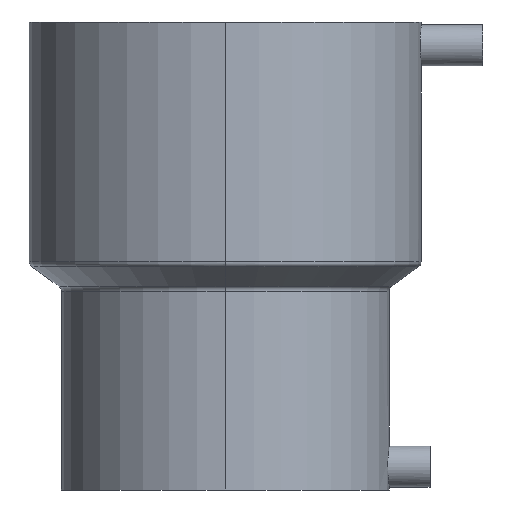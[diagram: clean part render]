
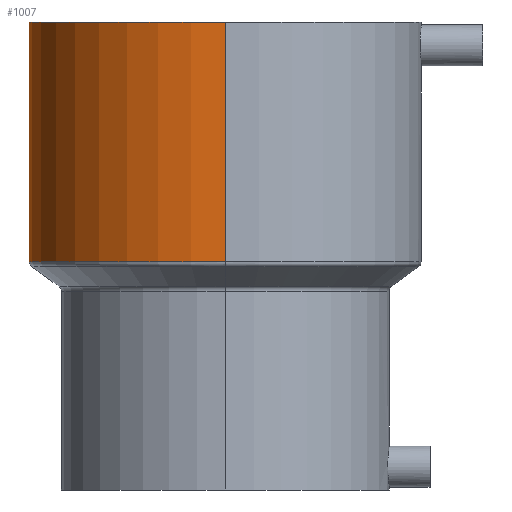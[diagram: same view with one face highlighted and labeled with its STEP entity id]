
A CAD part, left-side view. The second image highlights one B-rep face of the part: STEP entity #1007.
In plain terms, the highlighted cylindrical face has radius 67 mm (diameter 134 mm), a partial arc.
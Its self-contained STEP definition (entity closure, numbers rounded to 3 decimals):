
#30 = CYLINDRICAL_SURFACE ( 'NONE', #554, 67. ) ;
#83 = DIRECTION ( 'NONE',  ( -1., 0., 0. ) ) ;
#129 = AXIS2_PLACEMENT_3D ( 'NONE', #784, #283, #83 ) ;
#146 = VECTOR ( 'NONE', #950, 1000. ) ;
#150 = ORIENTED_EDGE ( 'NONE', *, *, #727, .T. ) ;
#169 = VERTEX_POINT ( 'NONE', #542 ) ;
#283 = DIRECTION ( 'NONE',  ( 0., 0., -1. ) ) ;
#330 = CARTESIAN_POINT ( 'NONE',  ( 67., 0., 86.636 ) ) ;
#351 = DIRECTION ( 'NONE',  ( 0., 0., -1. ) ) ;
#413 = EDGE_CURVE ( 'NONE', #427, #1173, #1252, .T. ) ;
#427 = VERTEX_POINT ( 'NONE', #1197 ) ;
#462 = ORIENTED_EDGE ( 'NONE', *, *, #909, .T. ) ;
#476 = AXIS2_PLACEMENT_3D ( 'NONE', #1109, #905, #625 ) ;
#528 = ORIENTED_EDGE ( 'NONE', *, *, #413, .F. ) ;
#535 = VERTEX_POINT ( 'NONE', #330 ) ;
#536 = VECTOR ( 'NONE', #351, 1000. ) ;
#542 = CARTESIAN_POINT ( 'NONE',  ( -67., 0., 86.636 ) ) ;
#554 = AXIS2_PLACEMENT_3D ( 'NONE', #1101, #607, #911 ) ;
#606 = ORIENTED_EDGE ( 'NONE', *, *, #1220, .F. ) ;
#607 = DIRECTION ( 'NONE',  ( 0., 0., -1. ) ) ;
#625 = DIRECTION ( 'NONE',  ( -1., 0., 0. ) ) ;
#628 = CARTESIAN_POINT ( 'NONE',  ( -67., 0., -16.533 ) ) ;
#648 = LINE ( 'NONE', #1045, #146 ) ;
#677 = CIRCLE ( 'NONE', #129, 67. ) ;
#727 = EDGE_CURVE ( 'NONE', #535, #1173, #648, .T. ) ;
#752 = EDGE_LOOP ( 'NONE', ( #462, #150, #528, #606 ) ) ;
#784 = CARTESIAN_POINT ( 'NONE',  ( 0., 0., 86.636 ) ) ;
#905 = DIRECTION ( 'NONE',  ( 0., 0., -1. ) ) ;
#909 = EDGE_CURVE ( 'NONE', #169, #535, #677, .T. ) ;
#911 = DIRECTION ( 'NONE',  ( -1., 0., 0. ) ) ;
#950 = DIRECTION ( 'NONE',  ( 0., 0., -1. ) ) ;
#1007 = ADVANCED_FACE ( 'NONE', ( #1018 ), #30, .T. ) ;
#1018 = FACE_OUTER_BOUND ( 'NONE', #752, .T. ) ;
#1041 = LINE ( 'NONE', #628, #536 ) ;
#1045 = CARTESIAN_POINT ( 'NONE',  ( 67., 0., -16.533 ) ) ;
#1101 = CARTESIAN_POINT ( 'NONE',  ( 0., 0., -16.533 ) ) ;
#1109 = CARTESIAN_POINT ( 'NONE',  ( 0., 0., 4.655 ) ) ;
#1173 = VERTEX_POINT ( 'NONE', #1183 ) ;
#1183 = CARTESIAN_POINT ( 'NONE',  ( 67., 0., 4.655 ) ) ;
#1197 = CARTESIAN_POINT ( 'NONE',  ( -67., 0., 4.655 ) ) ;
#1220 = EDGE_CURVE ( 'NONE', #169, #427, #1041, .T. ) ;
#1252 = CIRCLE ( 'NONE', #476, 67. ) ;
